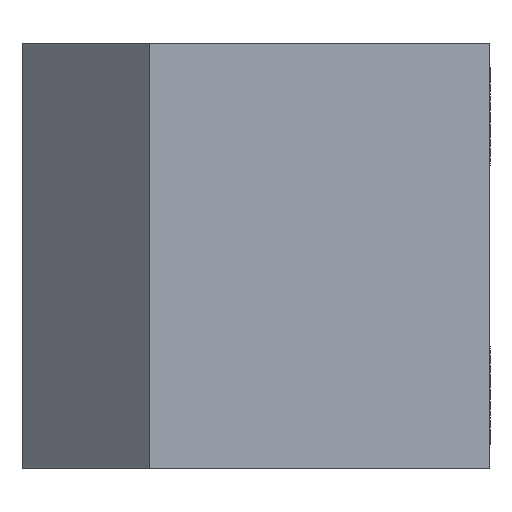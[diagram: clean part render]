
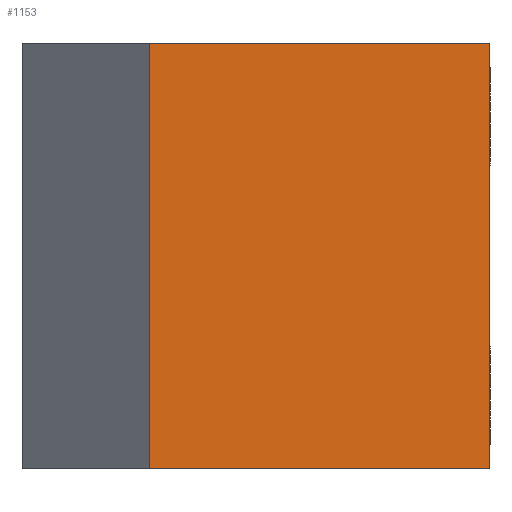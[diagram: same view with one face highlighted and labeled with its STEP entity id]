
A CAD part, left-side view. The second image highlights one B-rep face of the part: STEP entity #1153.
In plain terms, the highlighted planar face has unit normal (-1, 0, 0).
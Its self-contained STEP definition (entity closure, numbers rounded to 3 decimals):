
#155 = ORIENTED_EDGE ( 'NONE', *, *, #1549, .F. ) ;
#175 = EDGE_CURVE ( 'NONE', #486, #1086, #756, .T. ) ;
#274 = DIRECTION ( 'NONE',  ( 1., 0., 0. ) ) ;
#399 = CARTESIAN_POINT ( 'NONE',  ( -31., 0., -40. ) ) ;
#486 = VERTEX_POINT ( 'NONE', #1835 ) ;
#516 = CARTESIAN_POINT ( 'NONE',  ( -31., 0., -40. ) ) ;
#523 = CARTESIAN_POINT ( 'NONE',  ( -31., 0., -40. ) ) ;
#664 = ORIENTED_EDGE ( 'NONE', *, *, #1757, .F. ) ;
#741 = CARTESIAN_POINT ( 'NONE',  ( -31., 0., 0. ) ) ;
#756 = LINE ( 'NONE', #741, #1970 ) ;
#800 = DIRECTION ( 'NONE',  ( 0., 1., 0. ) ) ;
#820 = ORIENTED_EDGE ( 'NONE', *, *, #1486, .T. ) ;
#857 = VECTOR ( 'NONE', #1930, 1000. ) ;
#860 = CARTESIAN_POINT ( 'NONE',  ( -31., 0., -40. ) ) ;
#906 = AXIS2_PLACEMENT_3D ( 'NONE', #523, #274, #1385 ) ;
#963 = FACE_OUTER_BOUND ( 'NONE', #1075, .T. ) ;
#992 = VERTEX_POINT ( 'NONE', #860 ) ;
#1007 = VECTOR ( 'NONE', #1535, 1000. ) ;
#1075 = EDGE_LOOP ( 'NONE', ( #1323, #155, #664, #820 ) ) ;
#1086 = VERTEX_POINT ( 'NONE', #1518 ) ;
#1153 = ADVANCED_FACE ( 'NONE', ( #963 ), #1524, .F. ) ;
#1272 = LINE ( 'NONE', #1471, #857 ) ;
#1292 = VECTOR ( 'NONE', #1447, 1000. ) ;
#1323 = ORIENTED_EDGE ( 'NONE', *, *, #175, .T. ) ;
#1385 = DIRECTION ( 'NONE',  ( 0., 1., 0. ) ) ;
#1414 = LINE ( 'NONE', #399, #1007 ) ;
#1447 = DIRECTION ( 'NONE',  ( 0., 1., 0. ) ) ;
#1471 = CARTESIAN_POINT ( 'NONE',  ( -31., 32., -40. ) ) ;
#1486 = EDGE_CURVE ( 'NONE', #992, #486, #1414, .T. ) ;
#1518 = CARTESIAN_POINT ( 'NONE',  ( -31., 32., 0. ) ) ;
#1524 = PLANE ( 'NONE',  #906 ) ;
#1535 = DIRECTION ( 'NONE',  ( 0., 0., 1. ) ) ;
#1549 = EDGE_CURVE ( 'NONE', #1741, #1086, #1272, .T. ) ;
#1584 = CARTESIAN_POINT ( 'NONE',  ( -31., 32., -40. ) ) ;
#1730 = LINE ( 'NONE', #516, #1292 ) ;
#1741 = VERTEX_POINT ( 'NONE', #1584 ) ;
#1757 = EDGE_CURVE ( 'NONE', #992, #1741, #1730, .T. ) ;
#1835 = CARTESIAN_POINT ( 'NONE',  ( -31., 0., 0. ) ) ;
#1930 = DIRECTION ( 'NONE',  ( 0., 0., 1. ) ) ;
#1970 = VECTOR ( 'NONE', #800, 1000. ) ;
